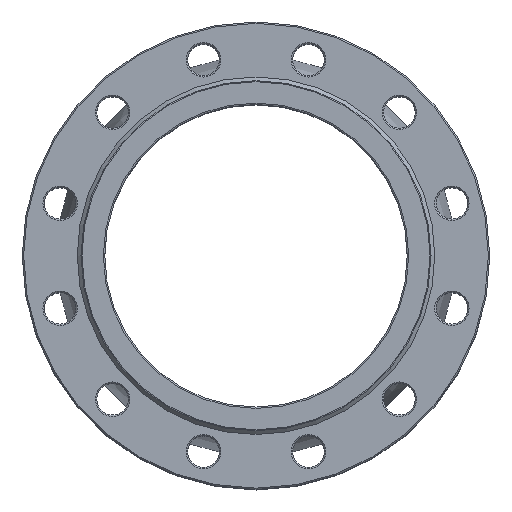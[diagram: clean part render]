
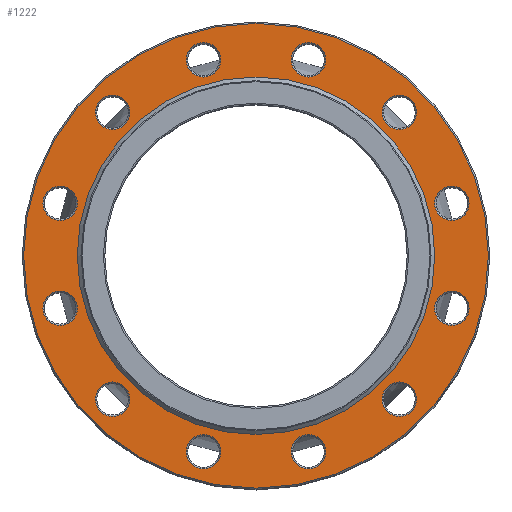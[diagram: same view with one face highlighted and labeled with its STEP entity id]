
A CAD part, top view. The second image highlights one B-rep face of the part: STEP entity #1222.
In plain terms, the highlighted planar face has unit normal (0, 0, 1).
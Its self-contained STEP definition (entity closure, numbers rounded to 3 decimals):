
#54=FACE_BOUND('',#229,.T.);
#55=FACE_BOUND('',#230,.T.);
#56=FACE_BOUND('',#231,.T.);
#57=FACE_BOUND('',#232,.T.);
#58=FACE_BOUND('',#233,.T.);
#59=FACE_BOUND('',#234,.T.);
#60=FACE_BOUND('',#235,.T.);
#61=FACE_BOUND('',#236,.T.);
#62=FACE_BOUND('',#237,.T.);
#63=FACE_BOUND('',#238,.T.);
#64=FACE_BOUND('',#239,.T.);
#65=FACE_BOUND('',#240,.T.);
#66=FACE_BOUND('',#241,.T.);
#108=PLANE('',#1319);
#156=FACE_OUTER_BOUND('',#228,.T.);
#228=EDGE_LOOP('',(#855));
#229=EDGE_LOOP('',(#856));
#230=EDGE_LOOP('',(#857));
#231=EDGE_LOOP('',(#858));
#232=EDGE_LOOP('',(#859));
#233=EDGE_LOOP('',(#860));
#234=EDGE_LOOP('',(#861));
#235=EDGE_LOOP('',(#862));
#236=EDGE_LOOP('',(#863));
#237=EDGE_LOOP('',(#864));
#238=EDGE_LOOP('',(#865));
#239=EDGE_LOOP('',(#866));
#240=EDGE_LOOP('',(#867));
#241=EDGE_LOOP('',(#868));
#470=CIRCLE('',#1318,12.5);
#471=CIRCLE('',#1320,169.);
#472=CIRCLE('',#1321,12.5);
#473=CIRCLE('',#1322,12.5);
#474=CIRCLE('',#1323,12.5);
#475=CIRCLE('',#1324,12.5);
#476=CIRCLE('',#1325,12.5);
#477=CIRCLE('',#1326,12.5);
#478=CIRCLE('',#1327,130.);
#479=CIRCLE('',#1328,12.5);
#480=CIRCLE('',#1329,12.5);
#481=CIRCLE('',#1330,12.5);
#482=CIRCLE('',#1331,12.5);
#483=CIRCLE('',#1332,12.5);
#578=VERTEX_POINT('',#1908);
#579=VERTEX_POINT('',#1912);
#580=VERTEX_POINT('',#1914);
#581=VERTEX_POINT('',#1916);
#582=VERTEX_POINT('',#1918);
#583=VERTEX_POINT('',#1920);
#584=VERTEX_POINT('',#1922);
#585=VERTEX_POINT('',#1924);
#586=VERTEX_POINT('',#1926);
#587=VERTEX_POINT('',#1928);
#588=VERTEX_POINT('',#1930);
#589=VERTEX_POINT('',#1932);
#590=VERTEX_POINT('',#1934);
#591=VERTEX_POINT('',#1936);
#683=EDGE_CURVE('',#578,#578,#470,.T.);
#684=EDGE_CURVE('',#579,#579,#471,.T.);
#685=EDGE_CURVE('',#580,#580,#472,.T.);
#686=EDGE_CURVE('',#581,#581,#473,.T.);
#687=EDGE_CURVE('',#582,#582,#474,.T.);
#688=EDGE_CURVE('',#583,#583,#475,.T.);
#689=EDGE_CURVE('',#584,#584,#476,.T.);
#690=EDGE_CURVE('',#585,#585,#477,.T.);
#691=EDGE_CURVE('',#586,#586,#478,.T.);
#692=EDGE_CURVE('',#587,#587,#479,.T.);
#693=EDGE_CURVE('',#588,#588,#480,.T.);
#694=EDGE_CURVE('',#589,#589,#481,.T.);
#695=EDGE_CURVE('',#590,#590,#482,.T.);
#696=EDGE_CURVE('',#591,#591,#483,.T.);
#855=ORIENTED_EDGE('',*,*,#684,.T.);
#856=ORIENTED_EDGE('',*,*,#685,.T.);
#857=ORIENTED_EDGE('',*,*,#686,.T.);
#858=ORIENTED_EDGE('',*,*,#687,.T.);
#859=ORIENTED_EDGE('',*,*,#688,.T.);
#860=ORIENTED_EDGE('',*,*,#689,.T.);
#861=ORIENTED_EDGE('',*,*,#690,.T.);
#862=ORIENTED_EDGE('',*,*,#691,.F.);
#863=ORIENTED_EDGE('',*,*,#692,.T.);
#864=ORIENTED_EDGE('',*,*,#693,.T.);
#865=ORIENTED_EDGE('',*,*,#694,.T.);
#866=ORIENTED_EDGE('',*,*,#695,.T.);
#867=ORIENTED_EDGE('',*,*,#696,.T.);
#868=ORIENTED_EDGE('',*,*,#683,.T.);
#1222=ADVANCED_FACE('',(#156,#54,#55,#56,#57,#58,#59,#60,#61,#62,#63,#64,
#65,#66),#108,.T.);
#1318=AXIS2_PLACEMENT_3D('',#1910,#1499,#1500);
#1319=AXIS2_PLACEMENT_3D('',#1911,#1501,#1502);
#1320=AXIS2_PLACEMENT_3D('',#1913,#1503,#1504);
#1321=AXIS2_PLACEMENT_3D('',#1915,#1505,#1506);
#1322=AXIS2_PLACEMENT_3D('',#1917,#1507,#1508);
#1323=AXIS2_PLACEMENT_3D('',#1919,#1509,#1510);
#1324=AXIS2_PLACEMENT_3D('',#1921,#1511,#1512);
#1325=AXIS2_PLACEMENT_3D('',#1923,#1513,#1514);
#1326=AXIS2_PLACEMENT_3D('',#1925,#1515,#1516);
#1327=AXIS2_PLACEMENT_3D('',#1927,#1517,#1518);
#1328=AXIS2_PLACEMENT_3D('',#1929,#1519,#1520);
#1329=AXIS2_PLACEMENT_3D('',#1931,#1521,#1522);
#1330=AXIS2_PLACEMENT_3D('',#1933,#1523,#1524);
#1331=AXIS2_PLACEMENT_3D('',#1935,#1525,#1526);
#1332=AXIS2_PLACEMENT_3D('',#1937,#1527,#1528);
#1499=DIRECTION('center_axis',(0.,0.,-1.));
#1500=DIRECTION('ref_axis',(-1.,0.,0.));
#1501=DIRECTION('center_axis',(0.,0.,1.));
#1502=DIRECTION('ref_axis',(1.,0.,0.));
#1503=DIRECTION('center_axis',(0.,0.,1.));
#1504=DIRECTION('ref_axis',(-1.,0.,0.));
#1505=DIRECTION('center_axis',(0.,0.,-1.));
#1506=DIRECTION('ref_axis',(-1.,0.,0.));
#1507=DIRECTION('center_axis',(0.,0.,-1.));
#1508=DIRECTION('ref_axis',(-1.,0.,0.));
#1509=DIRECTION('center_axis',(0.,0.,-1.));
#1510=DIRECTION('ref_axis',(-1.,0.,0.));
#1511=DIRECTION('center_axis',(0.,0.,-1.));
#1512=DIRECTION('ref_axis',(-1.,0.,0.));
#1513=DIRECTION('center_axis',(0.,0.,-1.));
#1514=DIRECTION('ref_axis',(-1.,0.,0.));
#1515=DIRECTION('center_axis',(0.,0.,-1.));
#1516=DIRECTION('ref_axis',(-1.,0.,0.));
#1517=DIRECTION('center_axis',(0.,0.,1.));
#1518=DIRECTION('ref_axis',(-1.,0.,0.));
#1519=DIRECTION('center_axis',(0.,0.,-1.));
#1520=DIRECTION('ref_axis',(-1.,0.,0.));
#1521=DIRECTION('center_axis',(0.,0.,-1.));
#1522=DIRECTION('ref_axis',(-1.,0.,0.));
#1523=DIRECTION('center_axis',(0.,0.,-1.));
#1524=DIRECTION('ref_axis',(-1.,0.,0.));
#1525=DIRECTION('center_axis',(0.,0.,-1.));
#1526=DIRECTION('ref_axis',(-1.,0.,0.));
#1527=DIRECTION('center_axis',(0.,0.,-1.));
#1528=DIRECTION('ref_axis',(-1.,0.,0.));
#1908=CARTESIAN_POINT('',(-25.676,142.474,199.));
#1910=CARTESIAN_POINT('Origin',(-38.176,142.474,199.));
#1911=CARTESIAN_POINT('Origin',(0.,0.,199.));
#1912=CARTESIAN_POINT('',(169.,0.,199.));
#1913=CARTESIAN_POINT('Origin',(0.,0.,199.));
#1914=CARTESIAN_POINT('',(50.676,142.474,199.));
#1915=CARTESIAN_POINT('Origin',(38.176,142.474,199.));
#1916=CARTESIAN_POINT('',(154.974,38.176,199.));
#1917=CARTESIAN_POINT('Origin',(142.474,38.176,199.));
#1918=CARTESIAN_POINT('',(50.676,-142.474,199.));
#1919=CARTESIAN_POINT('Origin',(38.176,-142.474,199.));
#1920=CARTESIAN_POINT('',(154.974,-38.176,199.));
#1921=CARTESIAN_POINT('Origin',(142.474,-38.176,199.));
#1922=CARTESIAN_POINT('',(-129.974,-38.176,199.));
#1923=CARTESIAN_POINT('Origin',(-142.474,-38.176,199.));
#1924=CARTESIAN_POINT('',(-91.798,104.298,199.));
#1925=CARTESIAN_POINT('Origin',(-104.298,104.298,199.));
#1926=CARTESIAN_POINT('',(-130.,0.,199.));
#1927=CARTESIAN_POINT('Origin',(0.,0.,199.));
#1928=CARTESIAN_POINT('',(-91.798,-104.298,199.));
#1929=CARTESIAN_POINT('Origin',(-104.298,-104.298,199.));
#1930=CARTESIAN_POINT('',(-129.974,38.176,199.));
#1931=CARTESIAN_POINT('Origin',(-142.474,38.176,199.));
#1932=CARTESIAN_POINT('',(116.798,-104.298,199.));
#1933=CARTESIAN_POINT('Origin',(104.298,-104.298,199.));
#1934=CARTESIAN_POINT('',(-25.676,-142.474,199.));
#1935=CARTESIAN_POINT('Origin',(-38.176,-142.474,199.));
#1936=CARTESIAN_POINT('',(116.798,104.298,199.));
#1937=CARTESIAN_POINT('Origin',(104.298,104.298,199.));
